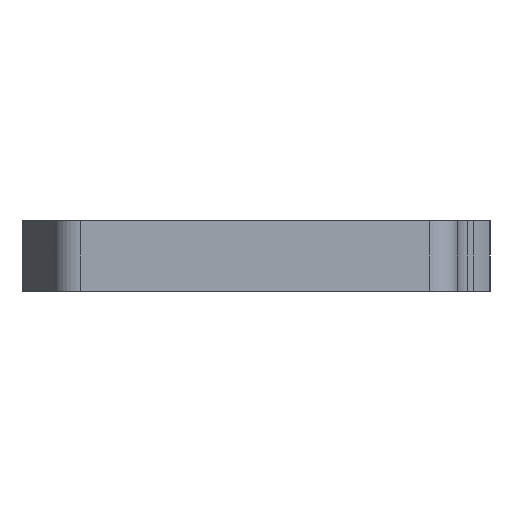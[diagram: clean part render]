
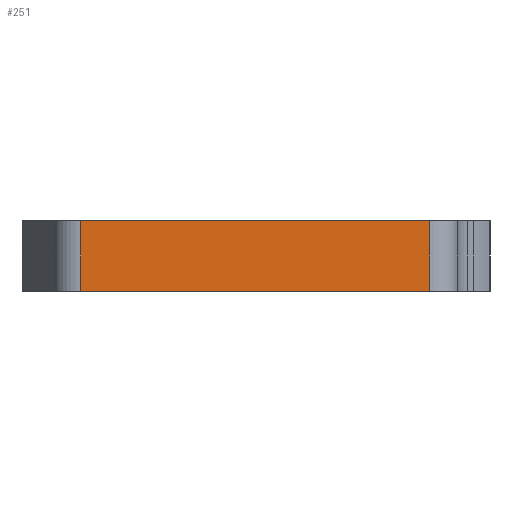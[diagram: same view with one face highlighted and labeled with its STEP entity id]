
A CAD part, front view. The second image highlights one B-rep face of the part: STEP entity #251.
In plain terms, the highlighted planar face has unit normal (0, -1, 0).
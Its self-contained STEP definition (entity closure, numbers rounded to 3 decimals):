
#85 = DIRECTION ( 'NONE',  ( 0., 0., -1. ) ) ;
#181 = CARTESIAN_POINT ( 'NONE',  ( 12.239, -17.76, 5. ) ) ;
#251 = ADVANCED_FACE ( 'NONE', ( #5030 ), #3949, .F. ) ;
#259 = VERTEX_POINT ( 'NONE', #3991 ) ;
#616 = LINE ( 'NONE', #3062, #758 ) ;
#620 = LINE ( 'NONE', #181, #1524 ) ;
#758 = VECTOR ( 'NONE', #3082, 1000. ) ;
#1524 = VECTOR ( 'NONE', #85, 1000. ) ;
#1636 = CARTESIAN_POINT ( 'NONE',  ( -12.363, -17.76, 5. ) ) ;
#1735 = CARTESIAN_POINT ( 'NONE',  ( 6.4, -17.76, 5. ) ) ;
#1752 = DIRECTION ( 'NONE',  ( 1., 0., 0. ) ) ;
#1844 = VERTEX_POINT ( 'NONE', #1636 ) ;
#1947 = CARTESIAN_POINT ( 'NONE',  ( 12.239, -17.76, 0. ) ) ;
#2565 = CARTESIAN_POINT ( 'NONE',  ( 12.239, -17.76, 5. ) ) ;
#3062 = CARTESIAN_POINT ( 'NONE',  ( 6.8, -17.76, 0. ) ) ;
#3082 = DIRECTION ( 'NONE',  ( 1., 0., 0. ) ) ;
#3500 = LINE ( 'NONE', #1735, #4583 ) ;
#3577 = DIRECTION ( 'NONE',  ( 0., 0., 1. ) ) ;
#3599 = CARTESIAN_POINT ( 'NONE',  ( -12.363, -17.76, 5. ) ) ;
#3788 = EDGE_LOOP ( 'NONE', ( #4031, #4484, #5251, #4708 ) ) ;
#3821 = AXIS2_PLACEMENT_3D ( 'NONE', #3878, #3871, #3865 ) ;
#3865 = DIRECTION ( 'NONE',  ( -1., 0., 0. ) ) ;
#3871 = DIRECTION ( 'NONE',  ( 0., 1., 0. ) ) ;
#3878 = CARTESIAN_POINT ( 'NONE',  ( 6.4, -17.76, 5. ) ) ;
#3949 = PLANE ( 'NONE',  #3821 ) ;
#3991 = CARTESIAN_POINT ( 'NONE',  ( -12.363, -17.76, 0. ) ) ;
#4031 = ORIENTED_EDGE ( 'NONE', *, *, #5774, .F. ) ;
#4048 = LINE ( 'NONE', #3599, #4205 ) ;
#4205 = VECTOR ( 'NONE', #3577, 1000. ) ;
#4259 = VERTEX_POINT ( 'NONE', #1947 ) ;
#4283 = EDGE_CURVE ( 'NONE', #1844, #5911, #3500, .T. ) ;
#4484 = ORIENTED_EDGE ( 'NONE', *, *, #4283, .F. ) ;
#4583 = VECTOR ( 'NONE', #1752, 1000. ) ;
#4708 = ORIENTED_EDGE ( 'NONE', *, *, #5980, .T. ) ;
#5030 = FACE_OUTER_BOUND ( 'NONE', #3788, .T. ) ;
#5251 = ORIENTED_EDGE ( 'NONE', *, *, #5303, .F. ) ;
#5303 = EDGE_CURVE ( 'NONE', #259, #1844, #4048, .T. ) ;
#5774 = EDGE_CURVE ( 'NONE', #5911, #4259, #620, .T. ) ;
#5911 = VERTEX_POINT ( 'NONE', #2565 ) ;
#5980 = EDGE_CURVE ( 'NONE', #259, #4259, #616, .T. ) ;
